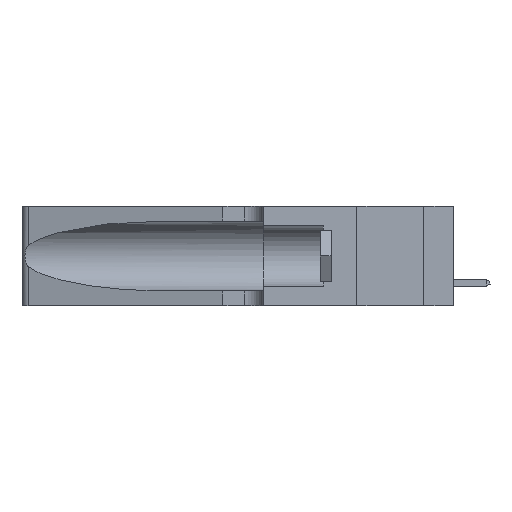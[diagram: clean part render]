
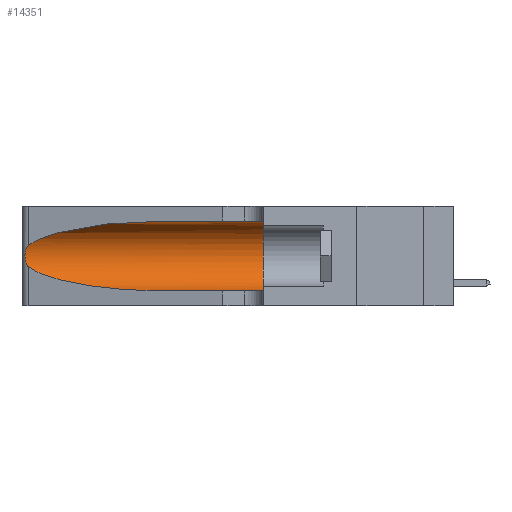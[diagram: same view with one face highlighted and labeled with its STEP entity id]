
A CAD part, left-side view. The second image highlights one B-rep face of the part: STEP entity #14351.
In plain terms, the highlighted cylindrical face has radius 3.308 mm (diameter 6.617 mm), a partial arc.
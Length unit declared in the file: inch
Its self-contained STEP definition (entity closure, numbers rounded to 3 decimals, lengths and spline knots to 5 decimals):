
#104 = CARTESIAN_POINT ( 'NONE',  ( 0.1305, 0.72297, 0.05475 ) ) ;
#1008 = CARTESIAN_POINT ( 'NONE',  ( 0.18966, 0.96281, 0.05475 ) ) ;
#1076 = DIRECTION ( 'NONE',  ( 0., 0., 1. ) ) ;
#1170 = CARTESIAN_POINT ( 'NONE',  ( 0.25487, 1.22718, 0.14631 ) ) ;
#1224 = VERTEX_POINT ( 'NONE', #9156 ) ;
#1460 = EDGE_CURVE ( 'NONE', #4291, #1224, #16849, .T. ) ;
#1517 = CARTESIAN_POINT ( 'NONE',  ( 0.25487, 1.22718, 0.14631 ) ) ;
#1765 = VECTOR ( 'NONE', #4402, 39.37008 ) ;
#2357 = ORIENTED_EDGE ( 'NONE', *, *, #5941, .T. ) ;
#2440 = ORIENTED_EDGE ( 'NONE', *, *, #11070, .T. ) ;
#2811 = CARTESIAN_POINT ( 'NONE',  ( 0.25787, 1.23484, 0.2124 ) ) ;
#3212 = DIRECTION ( 'NONE',  ( 0., -1., 0. ) ) ;
#3901 = CARTESIAN_POINT ( 'NONE',  ( 0.26017, 1.23833, 0.17102 ) ) ;
#4291 = VERTEX_POINT ( 'NONE', #104 ) ;
#4402 = DIRECTION ( 'NONE',  ( 0., -1., 0. ) ) ;
#4737 = VERTEX_POINT ( 'NONE', #5712 ) ;
#4758 = ORIENTED_EDGE ( 'NONE', *, *, #18540, .F. ) ;
#5041 = CARTESIAN_POINT ( 'NONE',  ( 0.25487, 1.22718, 0.14631 ) ) ;
#5712 = CARTESIAN_POINT ( 'NONE',  ( 0.1305, 0.72297, 0.31525 ) ) ;
#5941 = EDGE_CURVE ( 'NONE', #6544, #16652, #14129, .T. ) ;
#6433 = CYLINDRICAL_SURFACE ( 'NONE', #7267, 0.13025 ) ;
#6544 = VERTEX_POINT ( 'NONE', #11334 ) ;
#6575 = CARTESIAN_POINT ( 'NONE',  ( 0.25789, 1.23486, 0.15765 ) ) ;
#6697 =( BOUNDED_CURVE ( )  B_SPLINE_CURVE ( 3, ( #5041, #13709, #1008, #9683 ),
 .UNSPECIFIED., .F., .F. ) 
 B_SPLINE_CURVE_WITH_KNOTS ( ( 4, 4 ),
 ( 3.44316, 4.71239 ),
 .UNSPECIFIED. ) 
 CURVE ( )  GEOMETRIC_REPRESENTATION_ITEM ( )  RATIONAL_B_SPLINE_CURVE ( ( 1., 0.87, 0.87, 1. ) ) 
 REPRESENTATION_ITEM ( '' )  );
#7139 = CARTESIAN_POINT ( 'NONE',  ( 0.25487, 1.22718, 0.22369 ) ) ;
#7265 = CARTESIAN_POINT ( 'NONE',  ( 0.2373, 1.15595, 0.28018 ) ) ;
#7267 = AXIS2_PLACEMENT_3D ( 'NONE', #18108, #3212, #18252 ) ;
#8056 = ORIENTED_EDGE ( 'NONE', *, *, #13853, .T. ) ;
#8068 = EDGE_CURVE ( 'NONE', #12762, #1224, #9993, .T. ) ;
#8641 = CARTESIAN_POINT ( 'NONE',  ( 0.25639, 1.23184, 0.21858 ) ) ;
#9156 = CARTESIAN_POINT ( 'NONE',  ( 0.1305, 0.35, 0.05475 ) ) ;
#9591 = CARTESIAN_POINT ( 'NONE',  ( 0.26075, 1.23896, 0.178 ) ) ;
#9683 = CARTESIAN_POINT ( 'NONE',  ( 0.1305, 0.72297, 0.05475 ) ) ;
#9840 = CARTESIAN_POINT ( 'NONE',  ( 0.18966, 0.96281, 0.31525 ) ) ;
#9993 = CIRCLE ( 'NONE', #15583, 0.13025 ) ;
#10067 = CARTESIAN_POINT ( 'NONE',  ( 0.1305, 0.35, 0.31525 ) ) ;
#10192 = CARTESIAN_POINT ( 'NONE',  ( 0.25639, 1.23186, 0.15144 ) ) ;
#10388 = DIRECTION ( 'NONE',  ( 0., -1., 0. ) ) ;
#10569 = CARTESIAN_POINT ( 'NONE',  ( 0.26075, 1.23896, 0.19203 ) ) ;
#11070 = EDGE_CURVE ( 'NONE', #4737, #6544, #18743, .T. ) ;
#11334 = CARTESIAN_POINT ( 'NONE',  ( 0.25487, 1.22718, 0.22369 ) ) ;
#12762 = VERTEX_POINT ( 'NONE', #10067 ) ;
#12824 = DIRECTION ( 'NONE',  ( 0., 1., 0. ) ) ;
#12927 = CARTESIAN_POINT ( 'NONE',  ( 0.25555, 1.22993, 0.14849 ) ) ;
#13667 = CARTESIAN_POINT ( 'NONE',  ( 0.26018, 1.23835, 0.19895 ) ) ;
#13709 = CARTESIAN_POINT ( 'NONE',  ( 0.2373, 1.15595, 0.08982 ) ) ;
#13853 = EDGE_CURVE ( 'NONE', #16652, #4291, #6697, .T. ) ;
#14129 = B_SPLINE_CURVE_WITH_KNOTS ( 'NONE', 3,
 ( #16019, #16211, #8641, #2811, #17586, #13667, #10569, #9591, #3901, #15381, #6575, #10192, #12927, #1170 ),
 .UNSPECIFIED., .F., .F.,
 ( 4, 2, 2, 2, 2, 2, 4 ),
 ( 0., 0.00027, 0.00053, 0.00107, 0.0016, 0.00187, 0.00214 ),
 .UNSPECIFIED. ) ;
#14351 = ADVANCED_FACE ( 'NONE', ( #18668 ), #6433, .F. ) ;
#15381 = CARTESIAN_POINT ( 'NONE',  ( 0.25856, 1.23593, 0.16098 ) ) ;
#15583 = AXIS2_PLACEMENT_3D ( 'NONE', #17365, #12824, #1076 ) ;
#16019 = CARTESIAN_POINT ( 'NONE',  ( 0.25487, 1.22718, 0.22369 ) ) ;
#16211 = CARTESIAN_POINT ( 'NONE',  ( 0.25555, 1.22994, 0.2215 ) ) ;
#16652 = VERTEX_POINT ( 'NONE', #1517 ) ;
#16849 = LINE ( 'NONE', #17590, #17789 ) ;
#16996 = CARTESIAN_POINT ( 'NONE',  ( 0.1305, 0.72297, 0.31525 ) ) ;
#17321 = ORIENTED_EDGE ( 'NONE', *, *, #8068, .F. ) ;
#17365 = CARTESIAN_POINT ( 'NONE',  ( 0.1305, 0.35, 0.185 ) ) ;
#17567 = CARTESIAN_POINT ( 'NONE',  ( 0.1305, 1.61858, 0.31525 ) ) ;
#17586 = CARTESIAN_POINT ( 'NONE',  ( 0.25854, 1.2359, 0.20912 ) ) ;
#17590 = CARTESIAN_POINT ( 'NONE',  ( 0.1305, 1.61858, 0.05475 ) ) ;
#17789 = VECTOR ( 'NONE', #10388, 39.37008 ) ;
#17848 = LINE ( 'NONE', #17567, #1765 ) ;
#18108 = CARTESIAN_POINT ( 'NONE',  ( 0.1305, 1.61858, 0.185 ) ) ;
#18252 = DIRECTION ( 'NONE',  ( 0., 0., -1. ) ) ;
#18426 = EDGE_LOOP ( 'NONE', ( #2440, #2357, #8056, #18991, #17321, #4758 ) ) ;
#18540 = EDGE_CURVE ( 'NONE', #4737, #12762, #17848, .T. ) ;
#18668 = FACE_OUTER_BOUND ( 'NONE', #18426, .T. ) ;
#18743 =( BOUNDED_CURVE ( )  B_SPLINE_CURVE ( 3, ( #16996, #9840, #7265, #7139 ),
 .UNSPECIFIED., .F., .T. ) 
 B_SPLINE_CURVE_WITH_KNOTS ( ( 4, 4 ),
 ( 1.5708, 2.84003 ),
 .UNSPECIFIED. ) 
 CURVE ( )  GEOMETRIC_REPRESENTATION_ITEM ( )  RATIONAL_B_SPLINE_CURVE ( ( 1., 0.87, 0.87, 1. ) ) 
 REPRESENTATION_ITEM ( '' )  );
#18991 = ORIENTED_EDGE ( 'NONE', *, *, #1460, .T. ) ;
